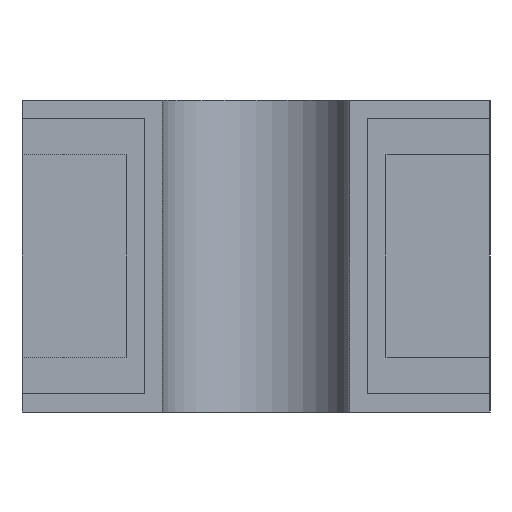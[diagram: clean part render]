
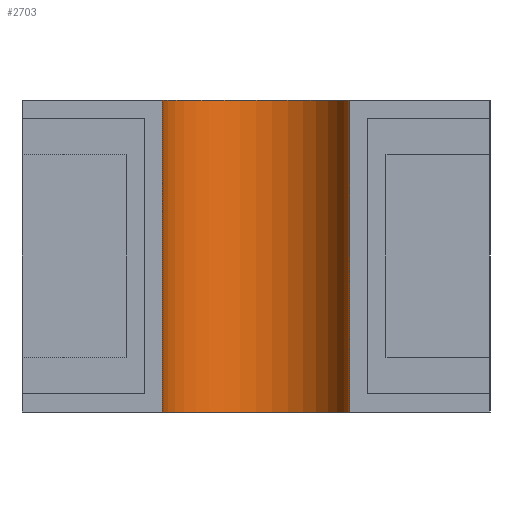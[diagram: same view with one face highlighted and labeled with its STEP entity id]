
A CAD part, left-side view. The second image highlights one B-rep face of the part: STEP entity #2703.
In plain terms, the highlighted cylindrical face has radius 0.18 mm (diameter 0.36 mm), a partial arc.
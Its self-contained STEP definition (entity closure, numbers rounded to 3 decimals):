
#19=CYLINDRICAL_SURFACE('',#2975,0.18);
#29=CIRCLE('',#2971,0.18);
#31=CIRCLE('',#2976,0.18);
#562=ORIENTED_EDGE('',*,*,#1122,.T.);
#563=ORIENTED_EDGE('',*,*,#1111,.F.);
#564=ORIENTED_EDGE('',*,*,#1123,.F.);
#565=ORIENTED_EDGE('',*,*,#1124,.F.);
#1111=EDGE_CURVE('',#1424,#1425,#29,.T.);
#1122=EDGE_CURVE('',#1432,#1425,#1721,.T.);
#1123=EDGE_CURVE('',#1433,#1424,#1722,.T.);
#1124=EDGE_CURVE('',#1432,#1433,#31,.T.);
#1424=VERTEX_POINT('',#4384);
#1425=VERTEX_POINT('',#4385);
#1432=VERTEX_POINT('',#4406);
#1433=VERTEX_POINT('',#4408);
#1721=LINE('',#4405,#2051);
#1722=LINE('',#4407,#2052);
#2051=VECTOR('',#3399,1000.);
#2052=VECTOR('',#3400,1000.);
#2283=EDGE_LOOP('',(#562,#563,#564,#565));
#2431=FACE_BOUND('',#2283,.T.);
#2703=ADVANCED_FACE('',(#2431),#19,.F.);
#2971=AXIS2_PLACEMENT_3D('',#4383,#3380,#3381);
#2975=AXIS2_PLACEMENT_3D('',#4404,#3397,#3398);
#2976=AXIS2_PLACEMENT_3D('',#4409,#3401,#3402);
#3380=DIRECTION('',(0.,0.,1.));
#3381=DIRECTION('',(1.,0.,0.));
#3397=DIRECTION('',(0.,0.,-1.));
#3398=DIRECTION('',(1.,0.,0.));
#3399=DIRECTION('',(0.,0.,-1.));
#3400=DIRECTION('',(0.,0.,-1.));
#3401=DIRECTION('',(0.,0.,-1.));
#3402=DIRECTION('',(-1.,0.,0.));
#4383=CARTESIAN_POINT('',(-0.85,0.,-0.3));
#4384=CARTESIAN_POINT('',(-0.85,-0.18,-0.3));
#4385=CARTESIAN_POINT('',(-0.85,0.18,-0.3));
#4404=CARTESIAN_POINT('',(-0.85,0.,0.3));
#4405=CARTESIAN_POINT('',(-0.85,0.18,0.265));
#4406=CARTESIAN_POINT('',(-0.85,0.18,0.3));
#4407=CARTESIAN_POINT('',(-0.85,-0.18,0.265));
#4408=CARTESIAN_POINT('',(-0.85,-0.18,0.3));
#4409=CARTESIAN_POINT('',(-0.85,0.,0.3));
